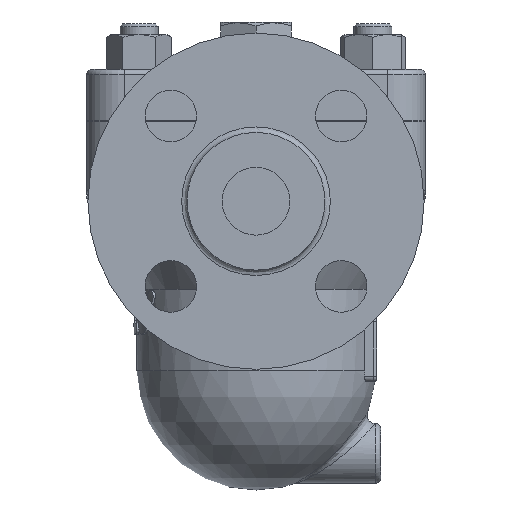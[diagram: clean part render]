
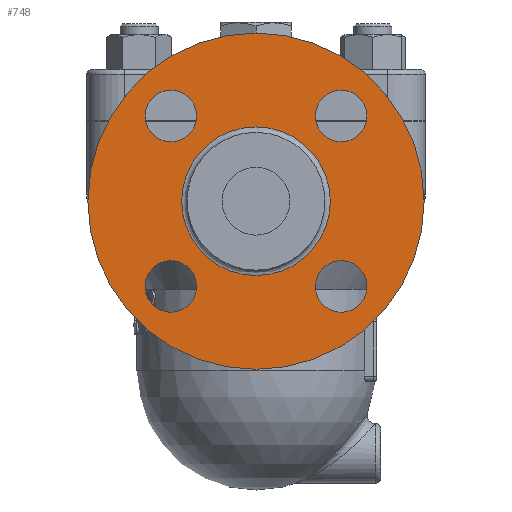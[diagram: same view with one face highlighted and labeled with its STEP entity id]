
A CAD part, left-side view. The second image highlights one B-rep face of the part: STEP entity #748.
In plain terms, the highlighted free-form (B-spline) face has degree [1, 1] with [2, 2] control points.
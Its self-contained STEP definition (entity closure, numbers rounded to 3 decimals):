
#621=CARTESIAN_POINT('',(-129.1,0.,26.4));
#622=VERTEX_POINT('',#621);
#623=CARTESIAN_POINT('',(-129.1,0.0,-1.));
#624=DIRECTION('',(-1.0,0.0,0.0));
#625=DIRECTION('',(0.0,0.0,-1.0));
#626=AXIS2_PLACEMENT_3D('',#623,#624,#625);
#627=CIRCLE('',#626,27.4);
#628=EDGE_CURVE('',#622,#622,#627,.T.);
#685=CARTESIAN_POINT('',(-129.1,62.,61.));
#686=CARTESIAN_POINT('',(-129.1,62.,-63.));
#687=CARTESIAN_POINT('',(-129.1,-62.,61.));
#688=CARTESIAN_POINT('',(-129.1,-62.,-63.));
#689=B_SPLINE_SURFACE_WITH_KNOTS('',1,1,((#685,#687),(#686,#688)),.UNSPECIFIED.,.F.,.F.,.U.,(2,2),(2,2),(0.0,124.0),(0.0,124.),.UNSPECIFIED.);
#690=CARTESIAN_POINT('',(-129.1,0.0,61.));
#691=VERTEX_POINT('',#690);
#692=CARTESIAN_POINT('',(-129.1,0.0,-1.));
#693=DIRECTION('',(-1.0,0.0,0.0));
#694=DIRECTION('',(0.0,0.0,1.0));
#695=AXIS2_PLACEMENT_3D('',#692,#693,#694);
#696=CIRCLE('',#695,62.);
#697=EDGE_CURVE('',#691,#691,#696,.T.);
#698=ORIENTED_EDGE('',*,*,#697,.T.);
#699=EDGE_LOOP('',(#698));
#700=FACE_OUTER_BOUND('',#699,.T.);
#701=CARTESIAN_POINT('',(-129.1,-31.431,20.931));
#702=VERTEX_POINT('',#701);
#703=CARTESIAN_POINT('',(-129.1,-31.431,30.431));
#704=DIRECTION('',(1.0,0.0,0.0));
#705=DIRECTION('',(0.0,0.0,-1.0));
#706=AXIS2_PLACEMENT_3D('',#703,#704,#705);
#707=CIRCLE('',#706,9.5);
#708=EDGE_CURVE('',#702,#702,#707,.T.);
#709=ORIENTED_EDGE('',*,*,#708,.T.);
#710=EDGE_LOOP('',(#709));
#711=FACE_BOUND('',#710,.T.);
#712=CARTESIAN_POINT('',(-129.1,21.931,30.431));
#713=VERTEX_POINT('',#712);
#714=CARTESIAN_POINT('',(-129.1,31.431,30.431));
#715=DIRECTION('',(1.0,0.0,0.0));
#716=DIRECTION('',(0.0,-1.0,0.0));
#717=AXIS2_PLACEMENT_3D('',#714,#715,#716);
#718=CIRCLE('',#717,9.5);
#719=EDGE_CURVE('',#713,#713,#718,.T.);
#720=ORIENTED_EDGE('',*,*,#719,.T.);
#721=EDGE_LOOP('',(#720));
#722=FACE_BOUND('',#721,.T.);
#723=CARTESIAN_POINT('',(-129.1,31.431,-22.931));
#724=VERTEX_POINT('',#723);
#725=CARTESIAN_POINT('',(-129.1,31.431,-32.431));
#726=DIRECTION('',(1.0,0.0,0.0));
#727=DIRECTION('',(0.0,0.0,1.0));
#728=AXIS2_PLACEMENT_3D('',#725,#726,#727);
#729=CIRCLE('',#728,9.5);
#730=EDGE_CURVE('',#724,#724,#729,.T.);
#731=ORIENTED_EDGE('',*,*,#730,.T.);
#732=EDGE_LOOP('',(#731));
#733=FACE_BOUND('',#732,.T.);
#734=CARTESIAN_POINT('',(-129.1,-21.931,-32.431));
#735=VERTEX_POINT('',#734);
#736=CARTESIAN_POINT('',(-129.1,-31.431,-32.431));
#737=DIRECTION('',(1.0,0.0,0.0));
#738=DIRECTION('',(0.0,1.0,0.0));
#739=AXIS2_PLACEMENT_3D('',#736,#737,#738);
#740=CIRCLE('',#739,9.5);
#741=EDGE_CURVE('',#735,#735,#740,.T.);
#742=ORIENTED_EDGE('',*,*,#741,.T.);
#743=EDGE_LOOP('',(#742));
#744=FACE_BOUND('',#743,.T.);
#745=ORIENTED_EDGE('',*,*,#628,.F.);
#746=EDGE_LOOP('',(#745));
#747=FACE_BOUND('',#746,.T.);
#748=ADVANCED_FACE('',(#700,#711,#722,#733,#744,#747),#689,.T.);
